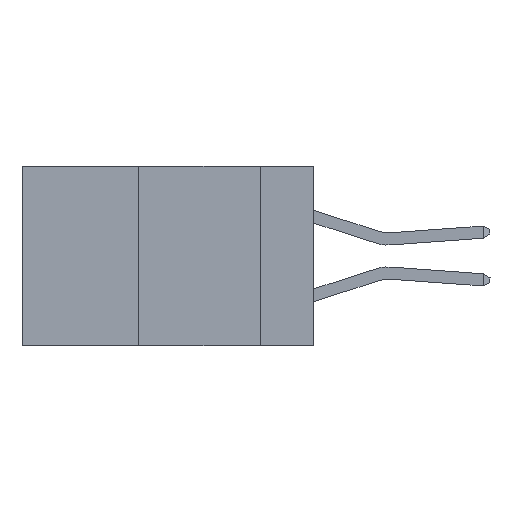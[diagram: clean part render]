
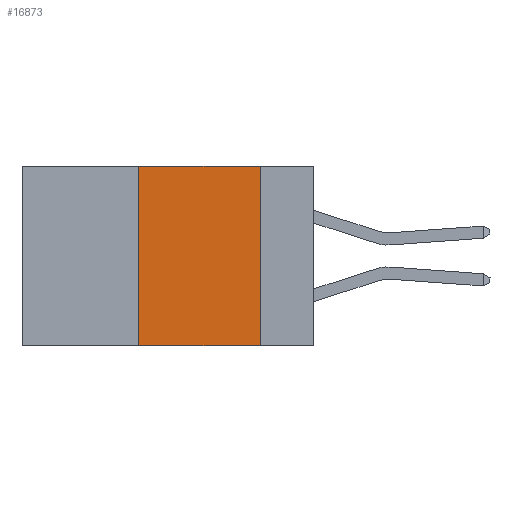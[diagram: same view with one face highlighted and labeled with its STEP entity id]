
A CAD part, left-side view. The second image highlights one B-rep face of the part: STEP entity #16873.
In plain terms, the highlighted planar face has unit normal (-1, 0, 0).
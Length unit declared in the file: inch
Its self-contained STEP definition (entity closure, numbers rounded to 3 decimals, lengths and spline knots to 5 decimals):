
#247 = AXIS2_PLACEMENT_3D ( 'NONE', #19345, #15058, #2699 ) ;
#1320 = ORIENTED_EDGE ( 'NONE', *, *, #15913, .T. ) ;
#1915 = CARTESIAN_POINT ( 'NONE',  ( 0., 0.6, -0.37 ) ) ;
#2340 = LINE ( 'NONE', #1915, #16208 ) ;
#2460 = CARTESIAN_POINT ( 'NONE',  ( 0., 0.11, 0. ) ) ;
#2699 = DIRECTION ( 'NONE',  ( 0., 0., -1. ) ) ;
#2817 = DIRECTION ( 'NONE',  ( 0., -1., 0. ) ) ;
#2963 = LINE ( 'NONE', #10204, #15874 ) ;
#3305 = CARTESIAN_POINT ( 'NONE',  ( 0., 0.36, 0. ) ) ;
#3824 = EDGE_CURVE ( 'NONE', #7199, #20163, #26083, .T. ) ;
#4450 = EDGE_CURVE ( 'NONE', #20707, #19493, #11974, .T. ) ;
#4520 = CARTESIAN_POINT ( 'NONE',  ( 0., 0.11, 0. ) ) ;
#5243 = DIRECTION ( 'NONE',  ( 0., 0., 1. ) ) ;
#7199 = VERTEX_POINT ( 'NONE', #10291 ) ;
#7415 = FACE_OUTER_BOUND ( 'NONE', #10335, .T. ) ;
#10204 = CARTESIAN_POINT ( 'NONE',  ( 0., 0.6, 0. ) ) ;
#10291 = CARTESIAN_POINT ( 'NONE',  ( 0., 0.36, -0.37 ) ) ;
#10335 = EDGE_LOOP ( 'NONE', ( #21968, #20260, #22763, #1320 ) ) ;
#11063 = PLANE ( 'NONE',  #247 ) ;
#11974 = LINE ( 'NONE', #2460, #12284 ) ;
#12284 = VECTOR ( 'NONE', #13006, 39.37008 ) ;
#13006 = DIRECTION ( 'NONE',  ( 0., 0., -1. ) ) ;
#15058 = DIRECTION ( 'NONE',  ( 1., 0., 0. ) ) ;
#15874 = VECTOR ( 'NONE', #2817, 39.37008 ) ;
#15913 = EDGE_CURVE ( 'NONE', #7199, #19493, #2340, .T. ) ;
#16188 = EDGE_CURVE ( 'NONE', #20163, #20707, #2963, .T. ) ;
#16208 = VECTOR ( 'NONE', #18377, 39.37008 ) ;
#16873 = ADVANCED_FACE ( 'NONE', ( #7415 ), #11063, .F. ) ;
#17288 = CARTESIAN_POINT ( 'NONE',  ( 0., 0.11, -0.37 ) ) ;
#18377 = DIRECTION ( 'NONE',  ( 0., -1., 0. ) ) ;
#19345 = CARTESIAN_POINT ( 'NONE',  ( 0., 0.6, 0. ) ) ;
#19493 = VERTEX_POINT ( 'NONE', #17288 ) ;
#20163 = VERTEX_POINT ( 'NONE', #22610 ) ;
#20260 = ORIENTED_EDGE ( 'NONE', *, *, #16188, .F. ) ;
#20707 = VERTEX_POINT ( 'NONE', #4520 ) ;
#21968 = ORIENTED_EDGE ( 'NONE', *, *, #4450, .F. ) ;
#22610 = CARTESIAN_POINT ( 'NONE',  ( 0., 0.36, 0. ) ) ;
#22763 = ORIENTED_EDGE ( 'NONE', *, *, #3824, .F. ) ;
#24815 = VECTOR ( 'NONE', #5243, 39.37008 ) ;
#26083 = LINE ( 'NONE', #3305, #24815 ) ;
